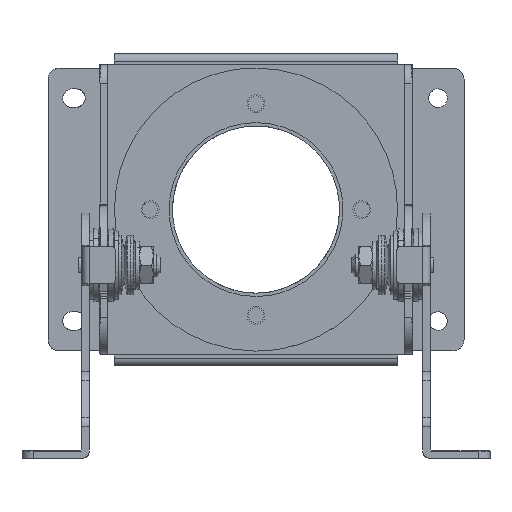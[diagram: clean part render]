
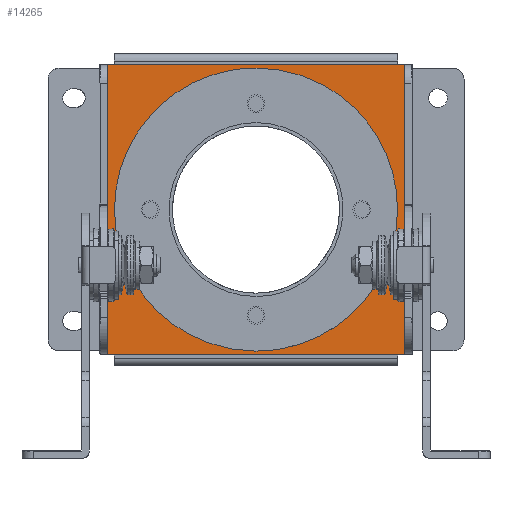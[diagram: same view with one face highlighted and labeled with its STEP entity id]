
A CAD part, front view. The second image highlights one B-rep face of the part: STEP entity #14265.
In plain terms, the highlighted free-form (B-spline) face has degree [1, 1] with [2, 2] control points.
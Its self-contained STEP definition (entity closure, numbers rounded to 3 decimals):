
#14031=CARTESIAN_POINT('',(40.0,-18.1,-39.0));
#14032=VERTEX_POINT('',#14031);
#14038=CARTESIAN_POINT('',(-40.0,-18.1,-39.0));
#14039=VERTEX_POINT('',#14038);
#14040=CARTESIAN_POINT('',(-40.0,-18.1,-39.0));
#14041=CARTESIAN_POINT('',(40.0,-18.1,-39.0));
#14042=QUASI_UNIFORM_CURVE('',1,(#14040,#14041),.UNSPECIFIED.,.F.,.U.);
#14043=EDGE_CURVE('',#14039,#14032,#14042,.T.);
#14067=CARTESIAN_POINT('',(-40.0,-18.1,39.0));
#14068=VERTEX_POINT('',#14067);
#14074=CARTESIAN_POINT('',(40.0,-18.1,39.0));
#14075=VERTEX_POINT('',#14074);
#14076=CARTESIAN_POINT('',(40.0,-18.1,39.0));
#14077=CARTESIAN_POINT('',(-40.0,-18.1,39.0));
#14078=QUASI_UNIFORM_CURVE('',1,(#14076,#14077),.UNSPECIFIED.,.F.,.U.);
#14079=EDGE_CURVE('',#14075,#14068,#14078,.T.);
#14095=CARTESIAN_POINT('',(40.0,-18.1,-39.0));
#14096=CARTESIAN_POINT('',(40.0,-18.1,39.0));
#14097=QUASI_UNIFORM_CURVE('',1,(#14095,#14096),.UNSPECIFIED.,.F.,.U.);
#14098=EDGE_CURVE('',#14032,#14075,#14097,.T.);
#14128=CARTESIAN_POINT('',(-40.0,-18.1,39.0));
#14129=CARTESIAN_POINT('',(-40.0,-18.1,-39.0));
#14130=QUASI_UNIFORM_CURVE('',1,(#14128,#14129),.UNSPECIFIED.,.F.,.U.);
#14131=EDGE_CURVE('',#14068,#14039,#14130,.T.);
#14156=CARTESIAN_POINT('',(-43.996,-18.1,42.896));
#14157=CARTESIAN_POINT('',(43.996,-18.1,42.896));
#14158=CARTESIAN_POINT('',(-43.996,-18.1,-42.896));
#14159=CARTESIAN_POINT('',(43.996,-18.1,-42.896));
#14160=B_SPLINE_SURFACE_WITH_KNOTS('',1,1,((#14156,#14158),(#14157,#14159)),.UNSPECIFIED.,.F.,.F.,.U.,(2,2),(2,2),(0.0,87.992),(0.0,85.792),.UNSPECIFIED.);
#14161=ORIENTED_EDGE('',*,*,#14098,.T.);
#14162=ORIENTED_EDGE('',*,*,#14079,.T.);
#14163=ORIENTED_EDGE('',*,*,#14131,.T.);
#14164=ORIENTED_EDGE('',*,*,#14043,.T.);
#14165=EDGE_LOOP('',(#14161,#14162,#14163,#14164));
#14166=FACE_OUTER_BOUND('',#14165,.T.);
#14167=CARTESIAN_POINT('',(37.6,-18.1,0.));
#14168=VERTEX_POINT('',#14167);
#14169=CARTESIAN_POINT('',(0.,-18.1,-37.6));
#14170=VERTEX_POINT('',#14169);
#14171=CARTESIAN_POINT('',(37.6,-18.1,0.));
#14172=CARTESIAN_POINT('',(37.6,-18.1,-2.384));
#14173=CARTESIAN_POINT('',(37.255,-18.1,-5.998));
#14174=CARTESIAN_POINT('',(35.977,-18.1,-11.235));
#14175=CARTESIAN_POINT('',(34.217,-18.1,-15.926));
#14176=CARTESIAN_POINT('',(31.434,-18.1,-20.911));
#14177=CARTESIAN_POINT('',(27.623,-18.1,-25.764));
#14178=CARTESIAN_POINT('',(23.401,-18.1,-29.614));
#14179=CARTESIAN_POINT('',(19.045,-18.1,-32.524));
#14180=CARTESIAN_POINT('',(14.785,-18.1,-34.685));
#14181=CARTESIAN_POINT('',(10.134,-18.1,-36.333));
#14182=CARTESIAN_POINT('',(5.076,-18.1,-37.371));
#14183=CARTESIAN_POINT('',(1.692,-18.1,-37.6));
#14184=CARTESIAN_POINT('',(0.,-18.1,-37.6));
#14185=B_SPLINE_CURVE_WITH_KNOTS('',3,(#14171,#14172,#14173,#14174,#14175,#14176,#14177,#14178,#14179,#14180,#14181,#14182,#14183,#14184),.UNSPECIFIED.,.F.,.U.,(4,1,1,1,1,1,1,1,1,1,1,4),(0.,7.152,10.843,16.15,22.148,27.916,34.607,39.221,43.604,48.911,53.986,59.062),.UNSPECIFIED.);
#14186=EDGE_CURVE('',#14168,#14170,#14185,.T.);
#14187=ORIENTED_EDGE('',*,*,#14186,.T.);
#14188=CARTESIAN_POINT('',(-25.882,-18.1,-27.274));
#14189=VERTEX_POINT('',#14188);
#14190=CARTESIAN_POINT('',(0.,-18.1,-37.6));
#14191=CARTESIAN_POINT('',(-2.082,-18.1,-37.6));
#14192=CARTESIAN_POINT('',(-6.17,-18.1,-37.26));
#14193=CARTESIAN_POINT('',(-11.45,-18.1,-35.933));
#14194=CARTESIAN_POINT('',(-16.36,-18.1,-33.974));
#14195=CARTESIAN_POINT('',(-21.11,-18.1,-31.317));
#14196=CARTESIAN_POINT('',(-24.318,-18.1,-28.758));
#14197=CARTESIAN_POINT('',(-25.882,-18.1,-27.274));
#14198=B_SPLINE_CURVE_WITH_KNOTS('',3,(#14190,#14191,#14192,#14193,#14194,#14195,#14196,#14197),.UNSPECIFIED.,.F.,.U.,(4,1,1,1,1,4),(0.,6.245,12.266,16.28,22.079,28.547),.UNSPECIFIED.);
#14199=EDGE_CURVE('',#14170,#14189,#14198,.T.);
#14200=ORIENTED_EDGE('',*,*,#14199,.T.);
#14201=CARTESIAN_POINT('',(-37.6,-18.1,0.));
#14202=VERTEX_POINT('',#14201);
#14203=CARTESIAN_POINT('',(-25.882,-18.1,-27.274));
#14204=CARTESIAN_POINT('',(-27.266,-18.1,-25.961));
#14205=CARTESIAN_POINT('',(-29.191,-18.1,-23.834));
#14206=CARTESIAN_POINT('',(-31.829,-18.1,-20.148));
#14207=CARTESIAN_POINT('',(-33.679,-18.1,-16.894));
#14208=CARTESIAN_POINT('',(-35.311,-18.1,-13.093));
#14209=CARTESIAN_POINT('',(-36.54,-18.1,-9.225));
#14210=CARTESIAN_POINT('',(-37.398,-18.1,-4.768));
#14211=CARTESIAN_POINT('',(-37.6,-18.1,-1.589));
#14212=CARTESIAN_POINT('',(-37.6,-18.1,0.));
#14213=B_SPLINE_CURVE_WITH_KNOTS('',3,(#14203,#14204,#14205,#14206,#14207,#14208,#14209,#14210,#14211,#14212),.UNSPECIFIED.,.F.,.U.,(4,1,1,1,1,1,1,4),(0.,5.722,8.582,13.589,16.927,20.979,25.747,30.515),.UNSPECIFIED.);
#14214=EDGE_CURVE('',#14189,#14202,#14213,.T.);
#14215=ORIENTED_EDGE('',*,*,#14214,.T.);
#14216=CARTESIAN_POINT('',(0.,-18.1,37.6));
#14217=VERTEX_POINT('',#14216);
#14218=CARTESIAN_POINT('',(-37.6,-18.1,0.));
#14219=CARTESIAN_POINT('',(-37.6,-18.1,2.384));
#14220=CARTESIAN_POINT('',(-37.255,-18.1,5.998));
#14221=CARTESIAN_POINT('',(-36.014,-18.1,11.085));
#14222=CARTESIAN_POINT('',(-34.39,-18.1,15.496));
#14223=CARTESIAN_POINT('',(-31.918,-18.1,20.121));
#14224=CARTESIAN_POINT('',(-28.808,-18.1,24.341));
#14225=CARTESIAN_POINT('',(-25.696,-18.1,27.55));
#14226=CARTESIAN_POINT('',(-22.322,-18.1,30.354));
#14227=CARTESIAN_POINT('',(-19.233,-18.1,32.39));
#14228=CARTESIAN_POINT('',(-14.998,-18.1,34.588));
#14229=CARTESIAN_POINT('',(-10.512,-18.1,36.255));
#14230=CARTESIAN_POINT('',(-5.076,-18.1,37.371));
#14231=CARTESIAN_POINT('',(-1.692,-18.1,37.6));
#14232=CARTESIAN_POINT('',(0.,-18.1,37.6));
#14233=B_SPLINE_CURVE_WITH_KNOTS('',3,(#14218,#14219,#14220,#14221,#14222,#14223,#14224,#14225,#14226,#14227,#14228,#14229,#14230,#14231,#14232),.UNSPECIFIED.,.F.,.U.,(4,1,1,1,1,1,1,1,1,1,1,1,4),(0.,7.152,10.843,15.688,21.225,26.532,31.377,34.607,39.682,42.451,48.911,53.986,59.062),.UNSPECIFIED.);
#14234=EDGE_CURVE('',#14202,#14217,#14233,.T.);
#14235=ORIENTED_EDGE('',*,*,#14234,.T.);
#14236=CARTESIAN_POINT('',(25.882,-18.1,27.274));
#14237=VERTEX_POINT('',#14236);
#14238=CARTESIAN_POINT('',(0.,-18.1,37.6));
#14239=CARTESIAN_POINT('',(2.082,-18.1,37.6));
#14240=CARTESIAN_POINT('',(5.278,-18.1,37.334));
#14241=CARTESIAN_POINT('',(9.717,-18.1,36.385));
#14242=CARTESIAN_POINT('',(13.264,-18.1,35.255));
#14243=CARTESIAN_POINT('',(17.356,-18.1,33.466));
#14244=CARTESIAN_POINT('',(21.648,-18.1,30.912));
#14245=CARTESIAN_POINT('',(24.534,-18.1,28.553));
#14246=CARTESIAN_POINT('',(25.882,-18.1,27.274));
#14247=B_SPLINE_CURVE_WITH_KNOTS('',3,(#14238,#14239,#14240,#14241,#14242,#14243,#14244,#14245,#14246),.UNSPECIFIED.,.F.,.U.,(4,1,1,1,1,1,4),(0.,6.245,9.59,13.604,17.396,22.971,28.547),.UNSPECIFIED.);
#14248=EDGE_CURVE('',#14217,#14237,#14247,.T.);
#14249=ORIENTED_EDGE('',*,*,#14248,.T.);
#14250=CARTESIAN_POINT('',(25.882,-18.1,27.274));
#14251=CARTESIAN_POINT('',(27.035,-18.1,26.18));
#14252=CARTESIAN_POINT('',(29.202,-18.1,23.846));
#14253=CARTESIAN_POINT('',(31.844,-18.1,20.155));
#14254=CARTESIAN_POINT('',(33.804,-18.1,16.601));
#14255=CARTESIAN_POINT('',(35.437,-18.1,12.801));
#14256=CARTESIAN_POINT('',(36.571,-18.1,9.067));
#14257=CARTESIAN_POINT('',(37.4,-18.1,4.609));
#14258=CARTESIAN_POINT('',(37.6,-18.1,1.748));
#14259=CARTESIAN_POINT('',(37.6,-18.1,0.));
#14260=B_SPLINE_CURVE_WITH_KNOTS('',3,(#14250,#14251,#14252,#14253,#14254,#14255,#14256,#14257,#14258,#14259),.UNSPECIFIED.,.F.,.U.,(4,1,1,1,1,1,1,4),(0.,4.768,9.536,13.589,16.927,21.933,25.271,30.515),.UNSPECIFIED.);
#14261=EDGE_CURVE('',#14237,#14168,#14260,.T.);
#14262=ORIENTED_EDGE('',*,*,#14261,.T.);
#14263=EDGE_LOOP('',(#14187,#14200,#14215,#14235,#14249,#14262));
#14264=FACE_BOUND('',#14263,.T.);
#14265=ADVANCED_FACE('',(#14166,#14264),#14160,.F.);
